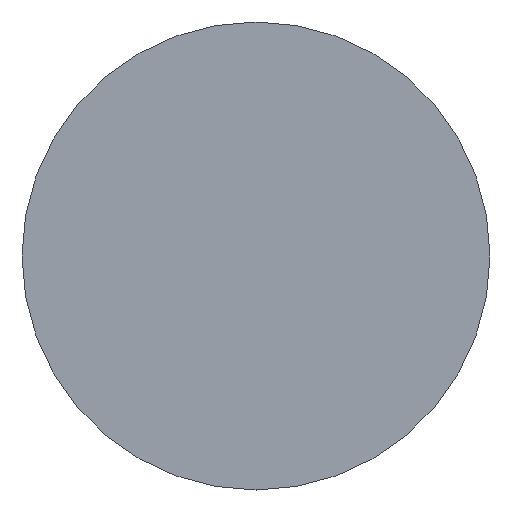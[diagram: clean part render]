
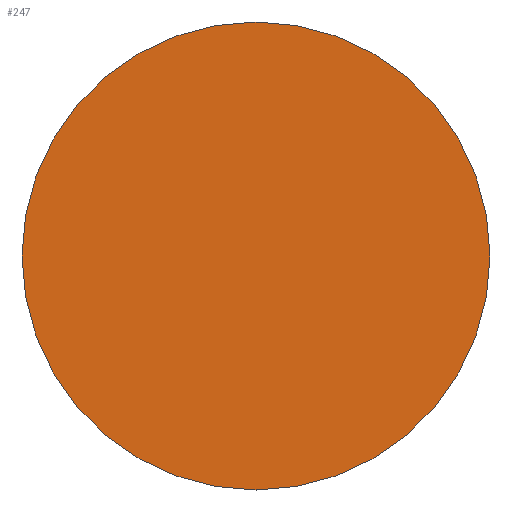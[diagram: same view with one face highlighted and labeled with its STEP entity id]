
A CAD part, front view. The second image highlights one B-rep face of the part: STEP entity #247.
In plain terms, the highlighted planar face has unit normal (0, -1, 0).
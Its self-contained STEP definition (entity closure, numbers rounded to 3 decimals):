
#3 = VERTEX_POINT ( 'NONE', #17 ) ;
#17 = CARTESIAN_POINT ( 'NONE',  ( 0., 85., -6. ) ) ;
#33 = DIRECTION ( 'NONE',  ( 0., 0., 1. ) ) ;
#39 = DIRECTION ( 'NONE',  ( 0., 1., 0. ) ) ;
#60 = CARTESIAN_POINT ( 'NONE',  ( 0., 85., 0. ) ) ;
#83 = EDGE_CURVE ( 'NONE', #3, #135, #228, .T. ) ;
#119 = AXIS2_PLACEMENT_3D ( 'NONE', #60, #39, #269 ) ;
#135 = VERTEX_POINT ( 'NONE', #203 ) ;
#142 = AXIS2_PLACEMENT_3D ( 'NONE', #145, #163, #144 ) ;
#144 = DIRECTION ( 'NONE',  ( 0., 0., 1. ) ) ;
#145 = CARTESIAN_POINT ( 'NONE',  ( 0., 85., 0. ) ) ;
#149 = AXIS2_PLACEMENT_3D ( 'NONE', #240, #241, #33 ) ;
#152 = CIRCLE ( 'NONE', #142, 6. ) ;
#155 = EDGE_LOOP ( 'NONE', ( #207, #196 ) ) ;
#163 = DIRECTION ( 'NONE',  ( 0., 1., 0. ) ) ;
#196 = ORIENTED_EDGE ( 'NONE', *, *, #202, .F. ) ;
#202 = EDGE_CURVE ( 'NONE', #135, #3, #152, .T. ) ;
#203 = CARTESIAN_POINT ( 'NONE',  ( 0., 85., 6. ) ) ;
#207 = ORIENTED_EDGE ( 'NONE', *, *, #83, .F. ) ;
#228 = CIRCLE ( 'NONE', #149, 6. ) ;
#229 = PLANE ( 'NONE',  #119 ) ;
#240 = CARTESIAN_POINT ( 'NONE',  ( 0., 85., 0. ) ) ;
#241 = DIRECTION ( 'NONE',  ( 0., 1., 0. ) ) ;
#247 = ADVANCED_FACE ( 'NONE', ( #248 ), #229, .F. ) ;
#248 = FACE_OUTER_BOUND ( 'NONE', #155, .T. ) ;
#269 = DIRECTION ( 'NONE',  ( 0., 0., 1. ) ) ;
